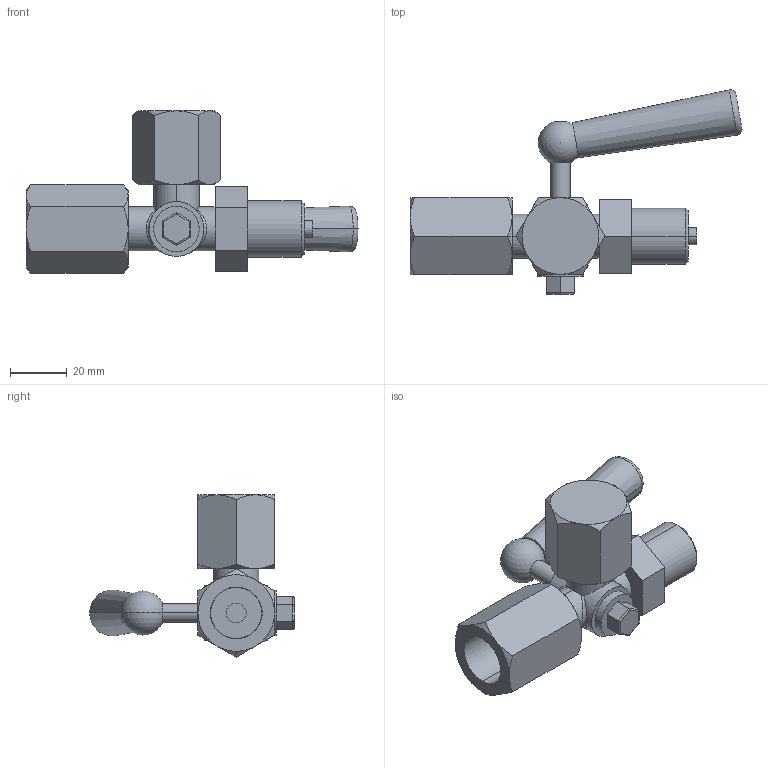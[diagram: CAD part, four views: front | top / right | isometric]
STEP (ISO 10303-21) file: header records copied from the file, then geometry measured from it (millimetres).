
FILE_DESCRIPTION (( 'STEP AP203' ), '1' );
FILE_NAME ('Kohout tlakomerovy 3-cestny.STEP', '2013-02-20T11:25:07', ( 'Uzivatel' ), ( 'HP' ), 'SwSTEP 2.0', 'SolidWorks 2012', '' );
FILE_SCHEMA (( 'CONFIG_CONTROL_DESIGN' ));
Length unit declared in the file: millimetre
Products named in the file (1): Kohout tlakomerovy 3-cestny
Bounding box: 116.97 x 72.06 x 57.24 mm (x, y, z)
Volume: 70493.8 mm3; surface area: 24500.3 mm2
Topology: 5 solids, 5 shells, 133 faces, 293 edges, 180 vertices
Faces by surface type: plane 50, cylinder 39, cone 38, torus 2, sphere 2, bspline 2
Entity records: 4783 total; most frequent: CARTESIAN_POINT 1891, DIRECTION 584, ORIENTED_EDGE 574, EDGE_CURVE 287, AXIS2_PLACEMENT_3D 241, VERTEX_POINT 176, EDGE_LOOP 147, FACE_OUTER_BOUND 133
